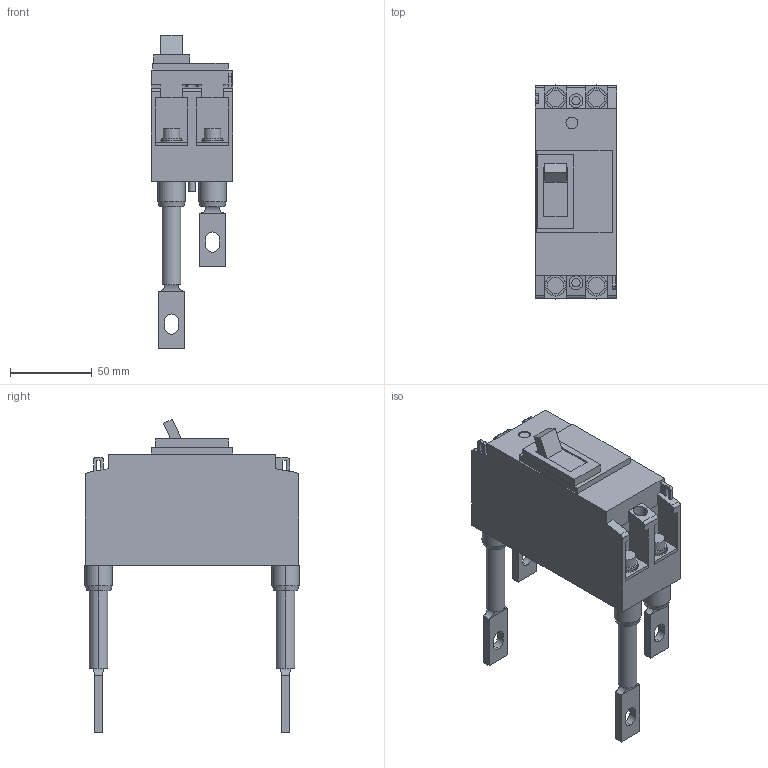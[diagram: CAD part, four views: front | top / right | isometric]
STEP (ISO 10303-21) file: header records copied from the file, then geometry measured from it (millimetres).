
FILE_DESCRIPTION (( 'STEP AP214' ), '1' );
FILE_NAME ('PE60NF2R.STEP', '2023-01-11T06:37:15', ( 'CAD' ), ( '' ), 'SwSTEP 2.0', 'SolidWorks 2015', '' );
FILE_SCHEMA (( 'AUTOMOTIVE_DESIGN' ));
Length unit declared in the file: millimetre
Products named in the file (1): PE60NF2R
Bounding box: 50 x 130.6 x 191.2 mm (x, y, z)
Volume: 438426.1 mm3; surface area: 69506.1 mm2
Topology: 24 solids, 24 shells, 274 faces, 615 edges, 402 vertices
Faces by surface type: plane 173, cylinder 93, cone 8
Entity records: 9528 total; most frequent: CARTESIAN_POINT 1576, DIRECTION 1303, ORIENTED_EDGE 1230, EDGE_CURVE 615, LINE 437, VECTOR 437, AXIS2_PLACEMENT_3D 433, VERTEX_POINT 402
